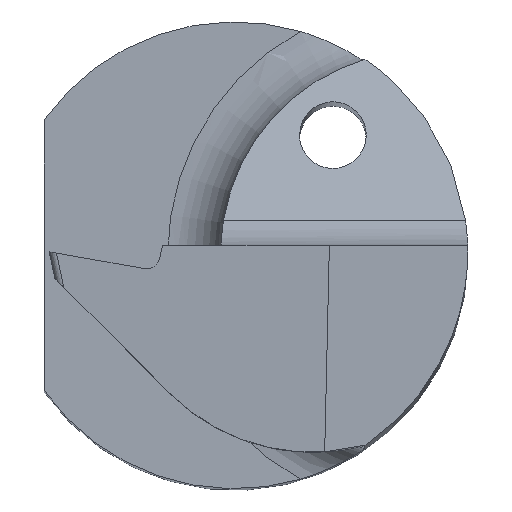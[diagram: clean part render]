
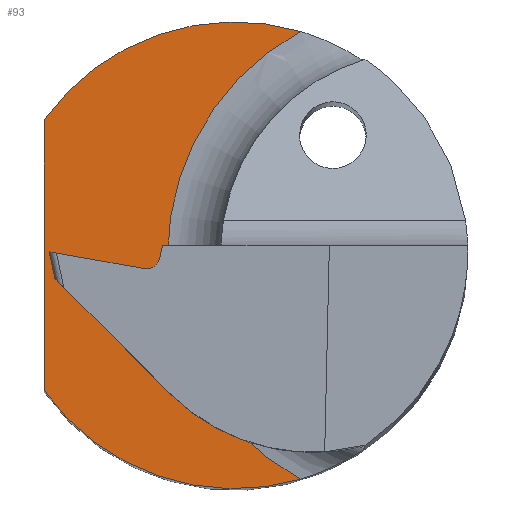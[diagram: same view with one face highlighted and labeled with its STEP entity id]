
A CAD part, top view. The second image highlights one B-rep face of the part: STEP entity #93.
In plain terms, the highlighted planar face has unit normal (0, 0, 1).
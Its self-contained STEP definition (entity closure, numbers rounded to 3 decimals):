
#5 = ORIENTED_EDGE ( 'NONE', *, *, #692, .F. ) ;
#6 = CARTESIAN_POINT ( 'NONE',  ( -2.85, 2.032, 15. ) ) ;
#14 = AXIS2_PLACEMENT_3D ( 'NONE', #614, #291, #375 ) ;
#27 = DIRECTION ( 'NONE',  ( 0., 0., -1. ) ) ;
#29 = CARTESIAN_POINT ( 'NONE',  ( 0.99, -3.357, 15. ) ) ;
#38 = CIRCLE ( 'NONE', #131, 3.827 ) ;
#79 = DIRECTION ( 'NONE',  ( 0., 0., 1. ) ) ;
#93 = ADVANCED_FACE ( 'NONE', ( #534 ), #439, .T. ) ;
#131 = AXIS2_PLACEMENT_3D ( 'NONE', #677, #79, #240 ) ;
#152 = EDGE_CURVE ( 'NONE', #666, #928, #312, .T. ) ;
#171 = CARTESIAN_POINT ( 'NONE',  ( 2.827, 0., 15. ) ) ;
#179 = VERTEX_POINT ( 'NONE', #6 ) ;
#215 = VERTEX_POINT ( 'NONE', #936 ) ;
#240 = DIRECTION ( 'NONE',  ( -1., 0., 0. ) ) ;
#267 = DIRECTION ( 'NONE',  ( 0., 0., 1. ) ) ;
#291 = DIRECTION ( 'NONE',  ( 0., 0., 1. ) ) ;
#312 = CIRCLE ( 'NONE', #757, 3.5 ) ;
#329 = DIRECTION ( 'NONE',  ( -1., 0., 0. ) ) ;
#343 = EDGE_CURVE ( 'NONE', #179, #436, #672, .T. ) ;
#373 = CARTESIAN_POINT ( 'NONE',  ( -2.85, -2.032, 15. ) ) ;
#375 = DIRECTION ( 'NONE',  ( -1., 0., 0. ) ) ;
#379 = CIRCLE ( 'NONE', #932, 3.827 ) ;
#436 = VERTEX_POINT ( 'NONE', #862 ) ;
#439 = PLANE ( 'NONE',  #14 ) ;
#461 = VECTOR ( 'NONE', #712, 1000. ) ;
#534 = FACE_OUTER_BOUND ( 'NONE', #860, .T. ) ;
#558 = ORIENTED_EDGE ( 'NONE', *, *, #343, .F. ) ;
#579 = DIRECTION ( 'NONE',  ( -1., 0., 0. ) ) ;
#614 = CARTESIAN_POINT ( 'NONE',  ( 0.325, -0.054, 15. ) ) ;
#662 = DIRECTION ( 'NONE',  ( 0., 0., -1. ) ) ;
#666 = VERTEX_POINT ( 'NONE', #29 ) ;
#672 = CIRCLE ( 'NONE', #772, 3.5 ) ;
#677 = CARTESIAN_POINT ( 'NONE',  ( 2.827, 0., 15. ) ) ;
#691 = EDGE_CURVE ( 'NONE', #436, #215, #379, .T. ) ;
#692 = EDGE_CURVE ( 'NONE', #928, #179, #851, .T. ) ;
#707 = DIRECTION ( 'NONE',  ( -1., 0., 0. ) ) ;
#712 = DIRECTION ( 'NONE',  ( 0., 1., 0. ) ) ;
#730 = ORIENTED_EDGE ( 'NONE', *, *, #152, .F. ) ;
#757 = AXIS2_PLACEMENT_3D ( 'NONE', #760, #27, #329 ) ;
#760 = CARTESIAN_POINT ( 'NONE',  ( 0., 0., 15. ) ) ;
#770 = ORIENTED_EDGE ( 'NONE', *, *, #907, .F. ) ;
#772 = AXIS2_PLACEMENT_3D ( 'NONE', #870, #662, #579 ) ;
#777 = ORIENTED_EDGE ( 'NONE', *, *, #691, .F. ) ;
#778 = CARTESIAN_POINT ( 'NONE',  ( -2.85, 2.032, 15. ) ) ;
#851 = LINE ( 'NONE', #778, #461 ) ;
#860 = EDGE_LOOP ( 'NONE', ( #558, #5, #730, #770, #777 ) ) ;
#862 = CARTESIAN_POINT ( 'NONE',  ( 0.99, 3.357, 15. ) ) ;
#870 = CARTESIAN_POINT ( 'NONE',  ( 0., 0., 15. ) ) ;
#907 = EDGE_CURVE ( 'NONE', #215, #666, #38, .T. ) ;
#928 = VERTEX_POINT ( 'NONE', #373 ) ;
#932 = AXIS2_PLACEMENT_3D ( 'NONE', #171, #267, #707 ) ;
#936 = CARTESIAN_POINT ( 'NONE',  ( -1., 0., 15. ) ) ;
